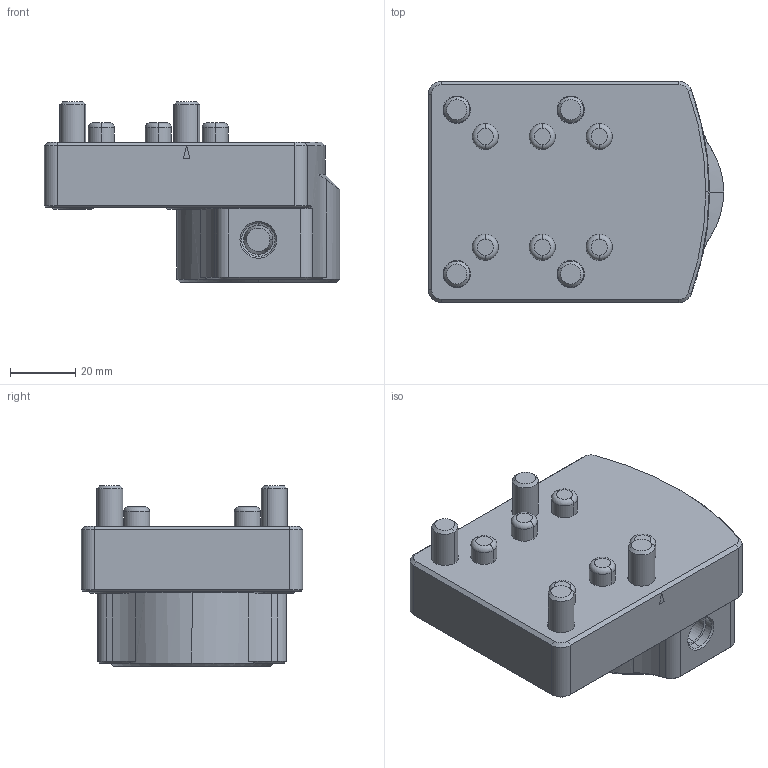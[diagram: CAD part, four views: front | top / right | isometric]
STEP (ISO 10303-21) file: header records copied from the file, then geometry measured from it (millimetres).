
FILE_DESCRIPTION(('no description'),'unknown implementation level');
FILE_NAME('DE0C9A19-38CE-4A80-902C-067D23A7B2E4_export.stp',' ',('CIMSOURCE GmbH'),('CADClick - KiM GmbH - www.kimweb.de'),'unknown preprocess','ACIS','unknown authorization');
FILE_SCHEMA(('automotive_design'));
Length unit declared in the file: millimetre
Products named in the file (6): 318.261 Kaiser Werkzeughalter FKK 200 x CK5|690.163 Kaiser ETL M8x25;Hex; 318.261 Kaiser Werkzeughalter FKK 200 x CK5|318.261 Kaiser Werkzeughalter FKK 200 x CK5;Positionspfeil rechts; 318.261 Kaiser Werkzeughalter FKK 200 x CK5|690.435 Kaiser ETL M10 X 14 CK5;Schnitt-Linear austragen2
Bounding box: 90.75 x 68 x 55.5 mm (x, y, z)
Volume: 146607.4 mm3; surface area: 33542.1 mm2
Topology: 6 solids, 6 shells, 330 faces, 743 edges, 431 vertices
Faces by surface type: plane 124, cylinder 84, cone 82, torus 38, bspline 2
Entity records: 18343 total; most frequent: CARTESIAN_POINT 2283, DIRECTION 1711, STYLED_ITEM 1496, PRESENTATION_STYLE_ASSIGNMENT 1496, COLOUR_RGB 1496, ORIENTED_EDGE 1458, EDGE_CURVE 729, CURVE_STYLE 729
